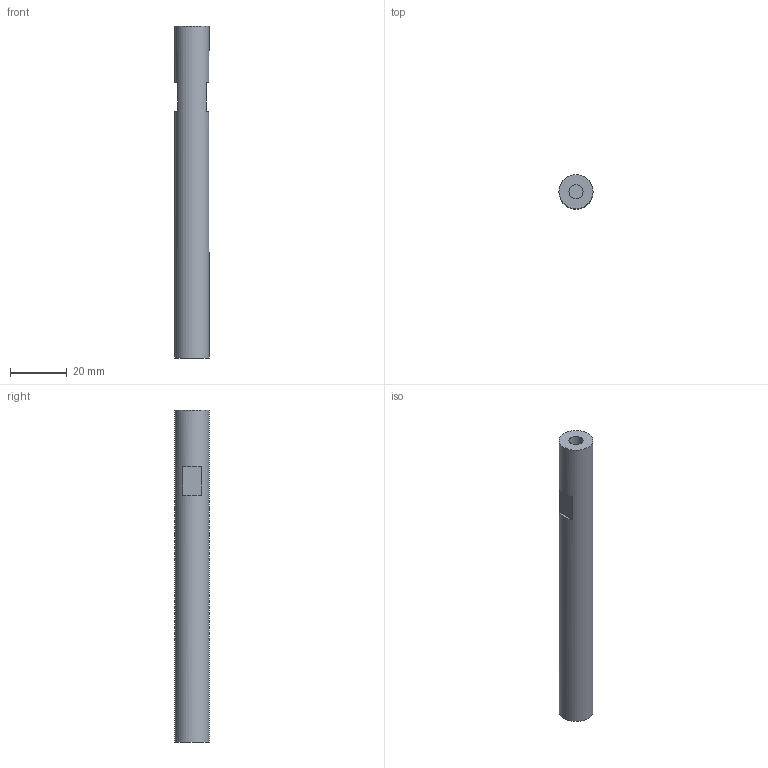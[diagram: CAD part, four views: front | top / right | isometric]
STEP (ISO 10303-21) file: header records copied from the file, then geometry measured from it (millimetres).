
FILE_DESCRIPTION(/* description */ (''),/* implementation_level */ '2;1');
FILE_NAME(/* name */ 'MIDDLE_ROD.step',/* time_stamp */ '2025-08-25T19:42:23+02:00',/* author */ (''),/* organization */ (''),/* preprocessor_version */ 'ST-DEVELOPER v20.1',/* originating_system */ 'Autodesk Translation Framework v14.10.0.0',/* authorisation */ '');
FILE_SCHEMA (('AUTOMOTIVE_DESIGN { 1 0 10303 214 3 1 1 }'));
Length unit declared in the file: millimetre
Products named in the file (1): MIDDLE_ROD
Bounding box: 12 x 12 x 117 mm (x, y, z)
Volume: 12671.1 mm3; surface area: 5024.1 mm2
Topology: 1 solids, 1 shells, 13 faces, 24 edges, 16 vertices
Faces by surface type: plane 10, cylinder 3
Full cylindrical faces by diameter (mm): 5 x2, 12 x1
Entity records: 363 total; most frequent: DIRECTION 64, CARTESIAN_POINT 54, ORIENTED_EDGE 48, AXIS2_PLACEMENT_3D 26, EDGE_CURVE 24, EDGE_LOOP 16, VERTEX_POINT 16, FACE_OUTER_BOUND 13
